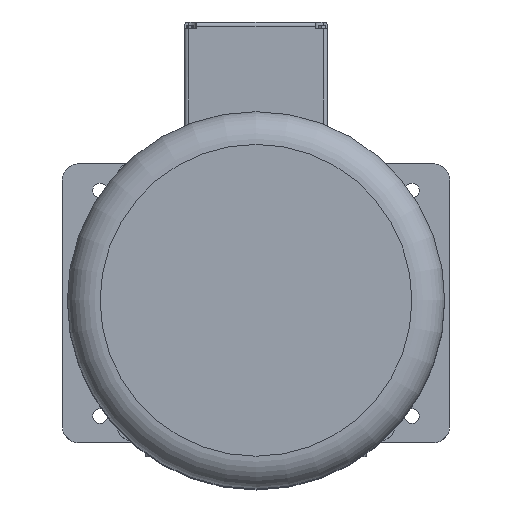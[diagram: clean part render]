
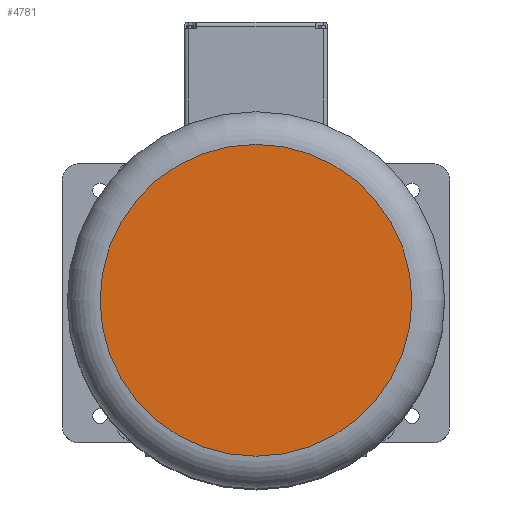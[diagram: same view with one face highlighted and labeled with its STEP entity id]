
A CAD part, top view. The second image highlights one B-rep face of the part: STEP entity #4781.
In plain terms, the highlighted planar face has unit normal (0, 0, 1).
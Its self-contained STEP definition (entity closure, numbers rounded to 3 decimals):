
#4781=ADVANCED_FACE('',(#8845),#8847,.T.);
#8845=FACE_BOUND('',#8846,.T.);
#8846=EDGE_LOOP('',(#11646));
#8847=PLANE('',#8848);
#8848=AXIS2_PLACEMENT_3D('',#8849,#8850,#8851);
#8849=CARTESIAN_POINT('',(0.,0.,2165.));
#8850=DIRECTION('',(0.,0.,1.));
#8851=DIRECTION('',(0.,1.,0.));
#11646=ORIENTED_EDGE('',*,*,#13076,.F.);
#13076=EDGE_CURVE('',#15504,#15504,#15505,.T.);
#15504=VERTEX_POINT('',#24113);
#15505=CIRCLE('',#24114,190.);
#24113=CARTESIAN_POINT('',(0.,190.,2165.));
#24114=AXIS2_PLACEMENT_3D('',#24115,#24116,#24117);
#24115=CARTESIAN_POINT('',(0.,0.,2165.));
#24116=DIRECTION('',(0.,0.,-1.));
#24117=DIRECTION('',(0.,1.,0.));
